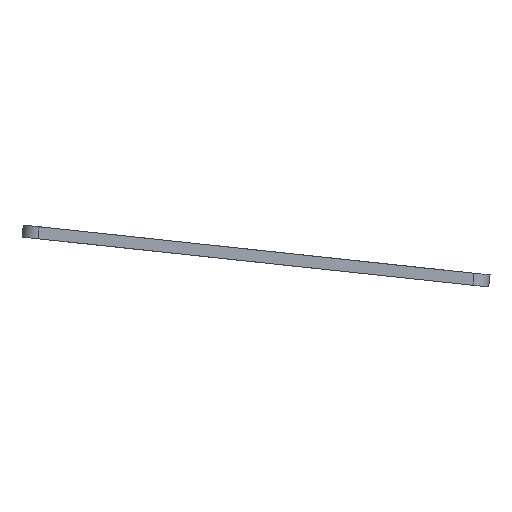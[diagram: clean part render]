
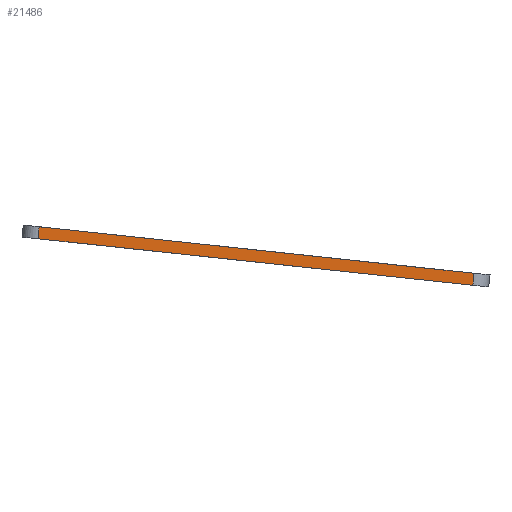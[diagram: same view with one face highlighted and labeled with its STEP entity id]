
A CAD part, left-side view. The second image highlights one B-rep face of the part: STEP entity #21486.
In plain terms, the highlighted planar face has unit normal (-1, 0, 0).
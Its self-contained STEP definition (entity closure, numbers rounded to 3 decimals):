
#181=PLANE('',#22925);
#1042=FACE_OUTER_BOUND('',#2284,.T.);
#2284=EDGE_LOOP('',(#15525,#15526,#15527,#15528));
#3545=LINE('',#30669,#6157);
#4095=LINE('',#32294,#6707);
#4096=LINE('',#32297,#6708);
#4097=LINE('',#32298,#6709);
#6157=VECTOR('',#24465,10.);
#6707=VECTOR('',#25547,10.);
#6708=VECTOR('',#25550,10.);
#6709=VECTOR('',#25551,10.);
#9396=VERTEX_POINT('',#30666);
#9397=VERTEX_POINT('',#30668);
#10205=VERTEX_POINT('',#32290);
#10207=VERTEX_POINT('',#32296);
#11469=EDGE_CURVE('',#9396,#9397,#3545,.T.);
#12282=EDGE_CURVE('',#9397,#10205,#4095,.T.);
#12283=EDGE_CURVE('',#10207,#9396,#4096,.T.);
#12284=EDGE_CURVE('',#10205,#10207,#4097,.T.);
#15525=ORIENTED_EDGE('',*,*,#12282,.F.);
#15526=ORIENTED_EDGE('',*,*,#11469,.F.);
#15527=ORIENTED_EDGE('',*,*,#12283,.F.);
#15528=ORIENTED_EDGE('',*,*,#12284,.F.);
#21486=ADVANCED_FACE('',(#1042),#181,.T.);
#22925=AXIS2_PLACEMENT_3D('',#32295,#25548,#25549);
#24465=DIRECTION('',(0.,0.994,0.106));
#25547=DIRECTION('',(0.,-0.106,0.994));
#25548=DIRECTION('center_axis',(-1.,0.,0.));
#25549=DIRECTION('ref_axis',(0.,-0.994,-0.106));
#25550=DIRECTION('',(0.,0.106,-0.994));
#25551=DIRECTION('',(0.,-0.994,-0.106));
#30666=CARTESIAN_POINT('',(-232.297,-80.366,12.925));
#30668=CARTESIAN_POINT('',(-232.297,28.076,24.514));
#30669=CARTESIAN_POINT('',(-232.297,-84.344,12.5));
#32290=CARTESIAN_POINT('',(-232.297,27.757,27.497));
#32294=CARTESIAN_POINT('',(-232.297,27.917,26.006));
#32295=CARTESIAN_POINT('Origin',(-232.297,31.894,26.431));
#32296=CARTESIAN_POINT('',(-232.297,-80.685,15.908));
#32297=CARTESIAN_POINT('',(-232.297,-80.526,14.417));
#32298=CARTESIAN_POINT('',(-232.297,-84.663,15.483));
